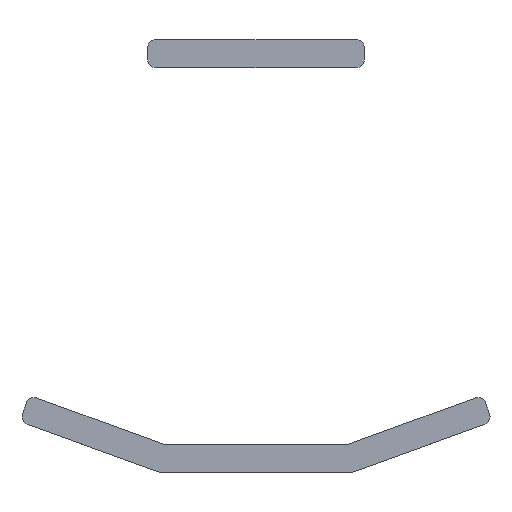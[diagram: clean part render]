
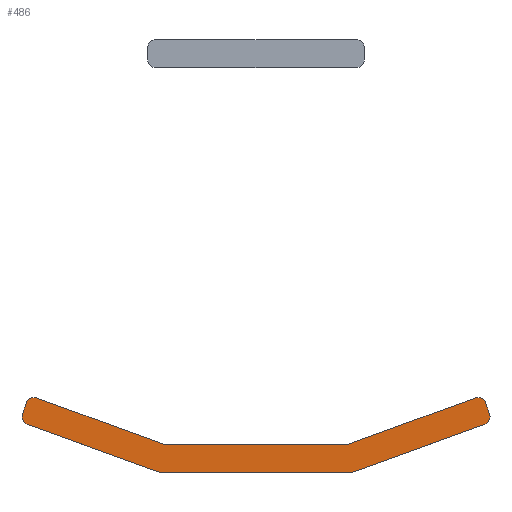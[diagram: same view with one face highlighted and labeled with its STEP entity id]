
A CAD part, top view. The second image highlights one B-rep face of the part: STEP entity #486.
In plain terms, the highlighted planar face has unit normal (0, 0, 1).
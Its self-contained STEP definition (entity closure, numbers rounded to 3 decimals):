
#42=CARTESIAN_POINT('',(-17.252,-2.552,23.3));
#43=VERTEX_POINT('',#42);
#50=CARTESIAN_POINT('',(-7.358,-6.153,23.3));
#51=VERTEX_POINT('',#50);
#52=CARTESIAN_POINT('',(-17.252,-2.552,23.3));
#53=DIRECTION('',(0.94,-0.342,0.));
#54=VECTOR('',#53,10.53);
#55=LINE('',#52,#54);
#56=EDGE_CURVE('',#43,#51,#55,.T.);
#82=CARTESIAN_POINT('',(-18.372,-3.826,23.3));
#83=VERTEX_POINT('',#82);
#90=CARTESIAN_POINT('',(-18.055,-2.931,23.3));
#91=VERTEX_POINT('',#90);
#92=CARTESIAN_POINT('',(-18.372,-3.826,23.3));
#93=DIRECTION('',(0.334,0.943,0.));
#94=VECTOR('',#93,0.95);
#95=LINE('',#92,#94);
#96=EDGE_CURVE('',#83,#91,#95,.T.);
#112=CARTESIAN_POINT('',(-7.745,-8.353,23.3));
#113=VERTEX_POINT('',#112);
#114=CARTESIAN_POINT('',(-17.997,-4.622,23.3));
#115=VERTEX_POINT('',#114);
#116=CARTESIAN_POINT('',(-7.745,-8.353,23.3));
#117=DIRECTION('',(-0.94,0.342,0.));
#118=VECTOR('',#117,10.909);
#119=LINE('',#116,#118);
#120=EDGE_CURVE('',#113,#115,#119,.T.);
#152=CARTESIAN_POINT('',(-7.144,-6.191,23.3));
#153=VERTEX_POINT('',#152);
#154=CARTESIAN_POINT('',(7.144,-6.191,23.3));
#155=VERTEX_POINT('',#154);
#156=CARTESIAN_POINT('',(-7.144,-6.191,23.3));
#157=DIRECTION('',(1.,0.,0.));
#158=VECTOR('',#157,14.288);
#159=LINE('',#156,#158);
#160=EDGE_CURVE('',#153,#155,#159,.T.);
#192=CARTESIAN_POINT('',(7.532,-8.391,23.3));
#193=VERTEX_POINT('',#192);
#194=CARTESIAN_POINT('',(-7.532,-8.391,23.3));
#195=VERTEX_POINT('',#194);
#196=CARTESIAN_POINT('',(7.532,-8.391,23.3));
#197=DIRECTION('',(-1.,-0.,0.));
#198=VECTOR('',#197,15.063);
#199=LINE('',#196,#198);
#200=EDGE_CURVE('',#193,#195,#199,.T.);
#242=CARTESIAN_POINT('',(17.997,-4.622,23.3));
#243=VERTEX_POINT('',#242);
#250=CARTESIAN_POINT('',(7.745,-8.353,23.3));
#251=VERTEX_POINT('',#250);
#252=CARTESIAN_POINT('',(17.997,-4.622,23.3));
#253=DIRECTION('',(-0.94,-0.342,0.));
#254=VECTOR('',#253,10.909);
#255=LINE('',#252,#254);
#256=EDGE_CURVE('',#243,#251,#255,.T.);
#272=CARTESIAN_POINT('',(7.358,-6.153,23.3));
#273=VERTEX_POINT('',#272);
#274=CARTESIAN_POINT('',(17.252,-2.552,23.3));
#275=VERTEX_POINT('',#274);
#276=CARTESIAN_POINT('',(7.358,-6.153,23.3));
#277=DIRECTION('',(0.94,0.342,0.));
#278=VECTOR('',#277,10.53);
#279=LINE('',#276,#278);
#280=EDGE_CURVE('',#273,#275,#279,.T.);
#397=CARTESIAN_POINT('',(-0.,0.,23.3));
#398=DIRECTION('',(0.,0.,1.));
#399=DIRECTION('',(1.,0.,0.));
#400=AXIS2_PLACEMENT_3D('',#397,#398,#399);
#401=PLANE('',#400);
#402=CARTESIAN_POINT('',(18.055,-2.931,23.3));
#403=VERTEX_POINT('',#402);
#404=CARTESIAN_POINT('',(18.372,-3.826,23.3));
#405=VERTEX_POINT('',#404);
#406=CARTESIAN_POINT('',(18.055,-2.931,23.3));
#407=DIRECTION('',(0.334,-0.943,0.));
#408=VECTOR('',#407,0.95);
#409=LINE('',#406,#408);
#410=EDGE_CURVE('',#403,#405,#409,.T.);
#411=ORIENTED_EDGE('',*,*,#410,.F.);
#412=CARTESIAN_POINT('',(17.466,-3.139,23.3));
#413=DIRECTION('',(0.,0.,1.));
#414=DIRECTION('',(1.,0.,-0.));
#415=AXIS2_PLACEMENT_3D('',#412,#413,#414);
#416=CIRCLE('',#415,0.625);
#417=EDGE_CURVE('',#403,#275,#416,.T.);
#418=ORIENTED_EDGE('',*,*,#417,.T.);
#419=ORIENTED_EDGE('',*,*,#280,.F.);
#420=CARTESIAN_POINT('',(7.144,-5.566,23.3));
#421=DIRECTION('',(-0.,-0.,-1.));
#422=DIRECTION('',(1.,0.,-0.));
#423=AXIS2_PLACEMENT_3D('',#420,#421,#422);
#424=CIRCLE('',#423,0.625);
#425=EDGE_CURVE('',#273,#155,#424,.T.);
#426=ORIENTED_EDGE('',*,*,#425,.T.);
#427=ORIENTED_EDGE('',*,*,#160,.F.);
#428=CARTESIAN_POINT('',(-7.144,-5.566,23.3));
#429=DIRECTION('',(-0.,-0.,-1.));
#430=DIRECTION('',(1.,0.,-0.));
#431=AXIS2_PLACEMENT_3D('',#428,#429,#430);
#432=CIRCLE('',#431,0.625);
#433=EDGE_CURVE('',#153,#51,#432,.T.);
#434=ORIENTED_EDGE('',*,*,#433,.T.);
#435=ORIENTED_EDGE('',*,*,#56,.F.);
#436=CARTESIAN_POINT('',(-17.466,-3.139,23.3));
#437=DIRECTION('',(0.,0.,1.));
#438=DIRECTION('',(1.,0.,-0.));
#439=AXIS2_PLACEMENT_3D('',#436,#437,#438);
#440=CIRCLE('',#439,0.625);
#441=EDGE_CURVE('',#43,#91,#440,.T.);
#442=ORIENTED_EDGE('',*,*,#441,.T.);
#443=ORIENTED_EDGE('',*,*,#96,.F.);
#444=CARTESIAN_POINT('',(-18.408,-4.035,23.3));
#445=VERTEX_POINT('',#444);
#446=CARTESIAN_POINT('',(-17.783,-4.035,23.3));
#447=DIRECTION('',(0.,0.,1.));
#448=DIRECTION('',(1.,0.,-0.));
#449=AXIS2_PLACEMENT_3D('',#446,#447,#448);
#450=CIRCLE('',#449,0.625);
#451=EDGE_CURVE('',#83,#445,#450,.T.);
#452=ORIENTED_EDGE('',*,*,#451,.T.);
#453=CARTESIAN_POINT('',(-17.783,-4.035,23.3));
#454=DIRECTION('',(0.,0.,1.));
#455=DIRECTION('',(1.,0.,-0.));
#456=AXIS2_PLACEMENT_3D('',#453,#454,#455);
#457=CIRCLE('',#456,0.625);
#458=EDGE_CURVE('',#445,#115,#457,.T.);
#459=ORIENTED_EDGE('',*,*,#458,.T.);
#460=ORIENTED_EDGE('',*,*,#120,.F.);
#461=CARTESIAN_POINT('',(-7.532,-7.766,23.3));
#462=DIRECTION('',(0.,0.,1.));
#463=DIRECTION('',(1.,0.,-0.));
#464=AXIS2_PLACEMENT_3D('',#461,#462,#463);
#465=CIRCLE('',#464,0.625);
#466=EDGE_CURVE('',#113,#195,#465,.T.);
#467=ORIENTED_EDGE('',*,*,#466,.T.);
#468=ORIENTED_EDGE('',*,*,#200,.F.);
#469=CARTESIAN_POINT('',(7.532,-7.766,23.3));
#470=DIRECTION('',(0.,0.,1.));
#471=DIRECTION('',(1.,0.,-0.));
#472=AXIS2_PLACEMENT_3D('',#469,#470,#471);
#473=CIRCLE('',#472,0.625);
#474=EDGE_CURVE('',#193,#251,#473,.T.);
#475=ORIENTED_EDGE('',*,*,#474,.T.);
#476=ORIENTED_EDGE('',*,*,#256,.F.);
#477=CARTESIAN_POINT('',(17.783,-4.035,23.3));
#478=DIRECTION('',(0.,0.,1.));
#479=DIRECTION('',(1.,0.,-0.));
#480=AXIS2_PLACEMENT_3D('',#477,#478,#479);
#481=CIRCLE('',#480,0.625);
#482=EDGE_CURVE('',#243,#405,#481,.T.);
#483=ORIENTED_EDGE('',*,*,#482,.T.);
#484=EDGE_LOOP('',(#411,#418,#419,#426,#427,#434,#435,#442,#443,#452,#459,#460,#467,#468,#475,#476,#483));
#485=FACE_BOUND('',#484,.T.);
#486=ADVANCED_FACE('',(#485),#401,.T.);
